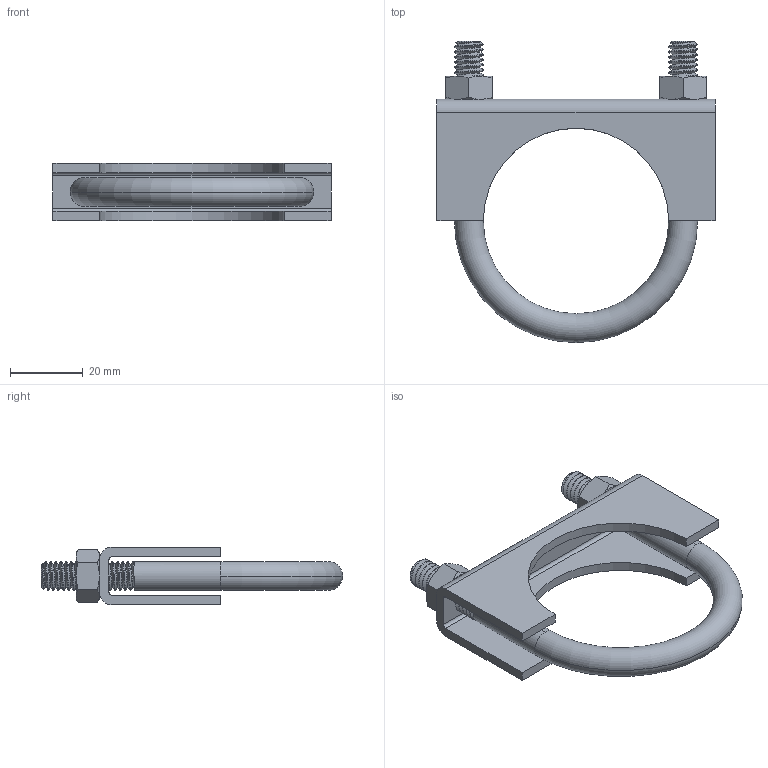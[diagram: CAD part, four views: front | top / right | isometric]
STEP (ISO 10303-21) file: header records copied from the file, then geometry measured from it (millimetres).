
FILE_DESCRIPTION (( 'STEP AP203' ), '1' );
FILE_NAME ('3042T87.step', '2015-05-15T14:08:28', ( '' ), ( '' ), 'SwSTEP 2.0', 'SolidWorks 2010', '' );
FILE_SCHEMA (( 'CONFIG_CONTROL_DESIGN' ));
Length unit declared in the file: inch
Products named in the file (1): 3042T87
Bounding box: 76.2 x 82.55 x 15.88 mm (x, y, z)
Volume: 19598.6 mm3; surface area: 15049.6 mm2
Topology: 4 solids, 4 shells, 162 faces, 434 edges, 280 vertices
Faces by surface type: cylinder 88, cone 34, plane 32, bspline 6, torus 2
Entity records: 10969 total; most frequent: CARTESIAN_POINT 7367, ORIENTED_EDGE 868, DIRECTION 612, EDGE_CURVE 434, VERTEX_POINT 280, AXIS2_PLACEMENT_3D 237, EDGE_LOOP 170, ADVANCED_FACE 162
